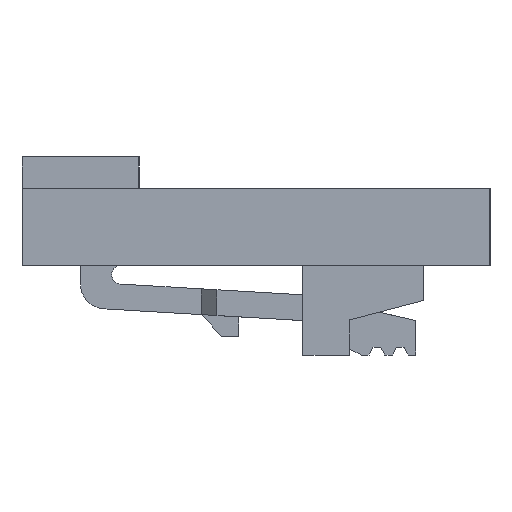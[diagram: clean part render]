
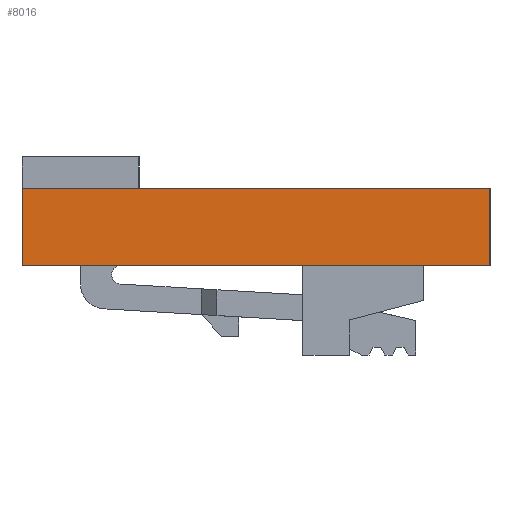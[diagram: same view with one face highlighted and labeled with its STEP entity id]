
A CAD part, left-side view. The second image highlights one B-rep face of the part: STEP entity #8016.
In plain terms, the highlighted planar face has unit normal (-1, 0, 0).
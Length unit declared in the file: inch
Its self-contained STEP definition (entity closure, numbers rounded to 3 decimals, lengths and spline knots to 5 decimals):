
#9=DIRECTION('',(0.,0.,1.));
#10=VECTOR('',#9,0.099);
#11=CARTESIAN_POINT('',(-0.3495,-0.3,-0.0495));
#12=LINE('',#11,#10);
#433=DIRECTION('',(0.,0.,1.));
#434=VECTOR('',#433,0.099);
#435=CARTESIAN_POINT('',(-0.3495,0.3,-0.0495));
#436=LINE('',#435,#434);
#1957=DIRECTION('',(0.,1.,0.));
#1958=VECTOR('',#1957,0.6);
#1959=CARTESIAN_POINT('',(-0.3495,-0.3,0.0495));
#1960=LINE('',#1959,#1958);
#2461=DIRECTION('',(0.,1.,0.));
#2462=VECTOR('',#2461,0.6);
#2463=CARTESIAN_POINT('',(-0.3495,-0.3,-0.0495));
#2464=LINE('',#2463,#2462);
#3197=CARTESIAN_POINT('',(-0.3495,-0.3,-0.0495));
#3198=CARTESIAN_POINT('',(-0.3495,-0.3,0.0495));
#3199=VERTEX_POINT('',#3197);
#3200=VERTEX_POINT('',#3198);
#3205=CARTESIAN_POINT('',(-0.3495,0.3,-0.0495));
#3206=CARTESIAN_POINT('',(-0.3495,0.3,0.0495));
#3207=VERTEX_POINT('',#3205);
#3208=VERTEX_POINT('',#3206);
#8005=CARTESIAN_POINT('',(-0.3495,-0.3,-0.0495));
#8006=DIRECTION('',(-1.,0.,0.));
#8007=DIRECTION('',(0.,0.,1.));
#8008=AXIS2_PLACEMENT_3D('',#8005,#8006,#8007);
#8009=PLANE('',#8008);
#8010=ORIENTED_EDGE('',*,*,#4214,.F.);
#8011=ORIENTED_EDGE('',*,*,#5024,.T.);
#8012=ORIENTED_EDGE('',*,*,#4638,.T.);
#8013=ORIENTED_EDGE('',*,*,#6835,.F.);
#8014=EDGE_LOOP('',(#8010,#8011,#8012,#8013));
#8015=FACE_OUTER_BOUND('',#8014,.F.);
#8016=ADVANCED_FACE('',(#8015),#8009,.T.);
#4214=EDGE_CURVE('',#3199,#3200,#12,.T.);
#4638=EDGE_CURVE('',#3207,#3208,#436,.T.);
#5024=EDGE_CURVE('',#3199,#3207,#2464,.T.);
#6835=EDGE_CURVE('',#3200,#3208,#1960,.T.);
